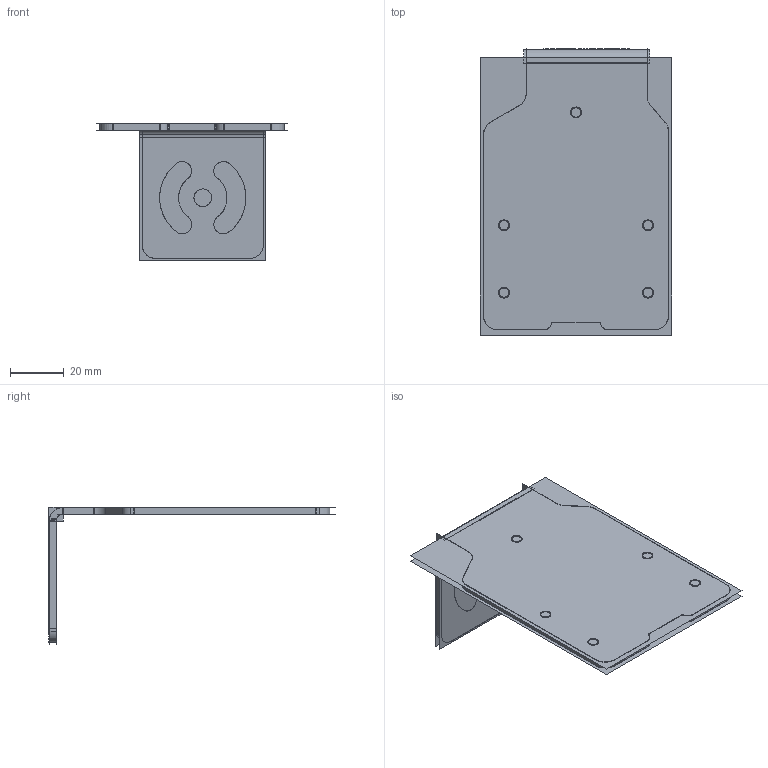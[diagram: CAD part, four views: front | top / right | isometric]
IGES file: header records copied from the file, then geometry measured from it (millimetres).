
Start section:  PTC IGES file: 206889.igs
Global section: file name: 206889.igs; native system: Creo Parametric by PTC Inc.; preprocessor: 2018300; author: pdmadmin; organization: Unknown; date: 20190102.073313; units: millimetre
Bounding box: 71.14 x 106.13 x 51.05 mm (x, y, z)
Volume: 20159.7 mm3; surface area: 75566.3 mm2
Topology: 1 solids, 6 shells, 128 faces, 740 edges, 984 vertices
Faces by surface type: revolution 88, bspline 40
